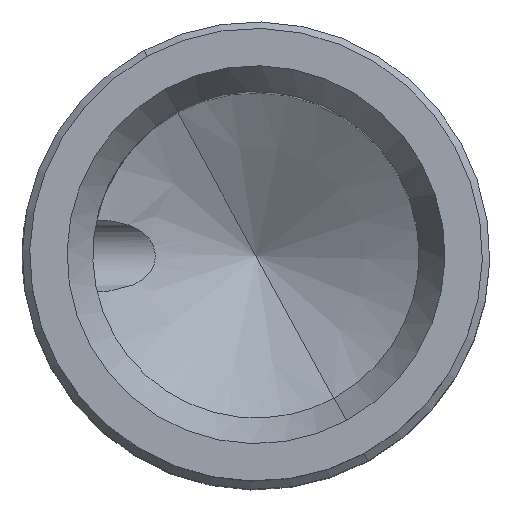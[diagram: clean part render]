
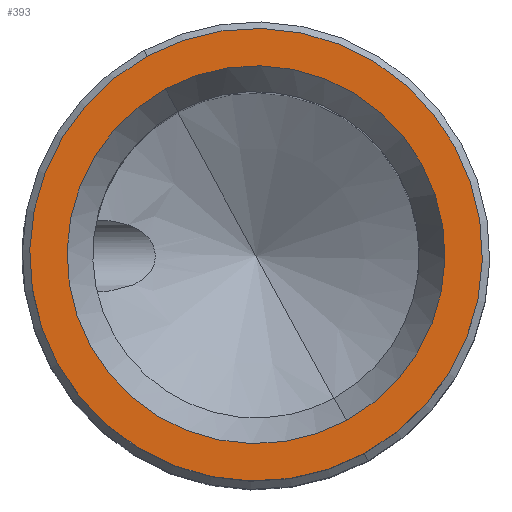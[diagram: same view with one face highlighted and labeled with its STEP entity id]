
A CAD part, top view. The second image highlights one B-rep face of the part: STEP entity #393.
In plain terms, the highlighted planar face has unit normal (0, 0, 1).
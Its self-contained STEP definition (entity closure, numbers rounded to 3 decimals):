
#265=AXIS2_PLACEMENT_3D('Circle Axis2P3D',#263,#264,$) ;
#356=AXIS2_PLACEMENT_3D('Circle Axis2P3D',#354,#355,$) ;
#369=AXIS2_PLACEMENT_3D('Plane Axis2P3D',#366,#367,#368) ;
#373=AXIS2_PLACEMENT_3D('Circle Axis2P3D',#371,#372,$) ;
#382=AXIS2_PLACEMENT_3D('Circle Axis2P3D',#380,#381,$) ;
#260=CARTESIAN_POINT('Vertex',(4.371,0.915,30.8)) ;
#263=CARTESIAN_POINT('Axis2P3D Location',(3.15,3.15,30.8)) ;
#267=CARTESIAN_POINT('Vertex',(1.929,5.385,30.8)) ;
#354=CARTESIAN_POINT('Axis2P3D Location',(3.15,3.15,30.8)) ;
#366=CARTESIAN_POINT('Axis2P3D Location',(3.15,6.2,30.8)) ;
#371=CARTESIAN_POINT('Axis2P3D Location',(3.15,3.15,30.8)) ;
#375=CARTESIAN_POINT('Vertex',(4.612,0.473,30.8)) ;
#377=CARTESIAN_POINT('Vertex',(1.688,5.827,30.8)) ;
#380=CARTESIAN_POINT('Axis2P3D Location',(3.15,3.15,30.8)) ;
#264=DIRECTION('Axis2P3D Direction',(0.,0.,1.)) ;
#355=DIRECTION('Axis2P3D Direction',(0.,0.,1.)) ;
#367=DIRECTION('Axis2P3D Direction',(0.,0.,1.)) ;
#368=DIRECTION('Axis2P3D XDirection',(1.,0.,0.)) ;
#372=DIRECTION('Axis2P3D Direction',(0.,0.,1.)) ;
#381=DIRECTION('Axis2P3D Direction',(0.,0.,1.)) ;
#386=ORIENTED_EDGE('',*,*,#379,.T.) ;
#387=ORIENTED_EDGE('',*,*,#384,.T.) ;
#390=ORIENTED_EDGE('',*,*,#358,.F.) ;
#391=ORIENTED_EDGE('',*,*,#269,.F.) ;
#392=FACE_BOUND('',#389,.T.) ;
#393=ADVANCED_FACE('Hauptkoerper',(#388,#392),#370,.T.) ;
#266=CIRCLE('generated circle',#265,2.546) ;
#357=CIRCLE('generated circle',#356,2.546) ;
#374=CIRCLE('generated circle',#373,3.05) ;
#383=CIRCLE('generated circle',#382,3.05) ;
#269=EDGE_CURVE('',#261,#268,#266,.T.) ;
#358=EDGE_CURVE('',#268,#261,#357,.T.) ;
#379=EDGE_CURVE('',#376,#378,#374,.T.) ;
#384=EDGE_CURVE('',#378,#376,#383,.T.) ;
#385=EDGE_LOOP('',(#386,#387)) ;
#389=EDGE_LOOP('',(#390,#391)) ;
#388=FACE_OUTER_BOUND('',#385,.T.) ;
#370=PLANE('',#369) ;
#261=VERTEX_POINT('',#260) ;
#268=VERTEX_POINT('',#267) ;
#376=VERTEX_POINT('',#375) ;
#378=VERTEX_POINT('',#377) ;
